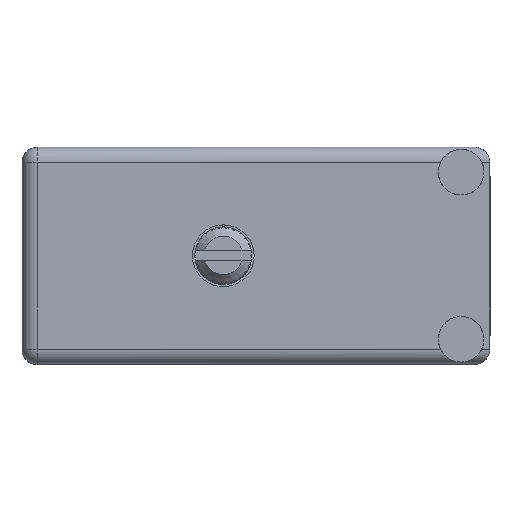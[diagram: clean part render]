
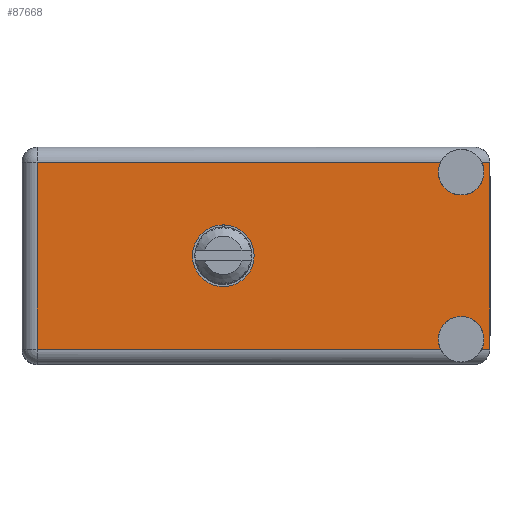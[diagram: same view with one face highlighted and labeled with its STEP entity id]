
A CAD part, top view. The second image highlights one B-rep face of the part: STEP entity #87668.
In plain terms, the highlighted face is planar.
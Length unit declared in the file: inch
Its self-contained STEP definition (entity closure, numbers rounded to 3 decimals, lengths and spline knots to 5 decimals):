
#129 = VERTEX_POINT ( 'NONE', #27310 ) ;
#655 = ORIENTED_EDGE ( 'NONE', *, *, #29401, .T. ) ;
#1116 = CARTESIAN_POINT ( 'NONE',  ( 0., 0.906, -0.665 ) ) ;
#1648 = CARTESIAN_POINT ( 'NONE',  ( 0.6625, 0.906, -0.459 ) ) ;
#4249 = AXIS2_PLACEMENT_3D ( 'NONE', #123552, #154015, #47895 ) ;
#4656 = LINE ( 'NONE', #152997, #38495 ) ;
#6961 = LINE ( 'NONE', #21681, #102668 ) ;
#7477 = PLANE ( 'NONE',  #33368 ) ;
#8365 = EDGE_CURVE ( 'NONE', #41033, #154769, #122847, .T. ) ;
#8880 = EDGE_CURVE ( 'NONE', #41111, #146762, #93085, .T. ) ;
#11363 = FACE_BOUND ( 'NONE', #34026, .T. ) ;
#12216 = VERTEX_POINT ( 'NONE', #142039 ) ;
#12857 = CARTESIAN_POINT ( 'NONE',  ( 0.05, 0.906, -0.05 ) ) ;
#14716 = CARTESIAN_POINT ( 'NONE',  ( 0.05, 0.906, -0.715 ) ) ;
#17809 = DIRECTION ( 'NONE',  ( 0., 0., 1. ) ) ;
#19729 = AXIS2_PLACEMENT_3D ( 'NONE', #175384, #100715, #176321 ) ;
#20145 = DIRECTION ( 'NONE',  ( 1., 0., 0. ) ) ;
#21196 = VERTEX_POINT ( 'NONE', #12857 ) ;
#21681 = CARTESIAN_POINT ( 'NONE',  ( 1.539, 0.906, 0. ) ) ;
#25350 = CARTESIAN_POINT ( 'NONE',  ( 0.6625, 0.906, -0.3575 ) ) ;
#26289 = CARTESIAN_POINT ( 'NONE',  ( 1.539, 0.906, -0.05 ) ) ;
#26302 = ORIENTED_EDGE ( 'NONE', *, *, #165856, .F. ) ;
#27310 = CARTESIAN_POINT ( 'NONE',  ( 1.37741, 0.906, -0.665 ) ) ;
#27739 = EDGE_CURVE ( 'NONE', #53949, #12216, #66998, .T. ) ;
#28269 = DIRECTION ( 'NONE',  ( 0., 1., 0. ) ) ;
#29401 = EDGE_CURVE ( 'NONE', #21196, #12216, #125450, .T. ) ;
#31313 = CARTESIAN_POINT ( 'NONE',  ( 1.445, 0.906, -0.1575 ) ) ;
#33368 = AXIS2_PLACEMENT_3D ( 'NONE', #111605, #171501, #156779 ) ;
#34026 = EDGE_LOOP ( 'NONE', ( #189039, #174777 ) ) ;
#34450 = CARTESIAN_POINT ( 'NONE',  ( 1.445, 0.906, -0.6325 ) ) ;
#37247 = VECTOR ( 'NONE', #180680, 39.37008 ) ;
#38495 = VECTOR ( 'NONE', #183413, 39.37008 ) ;
#39170 = CIRCLE ( 'NONE', #111279, 0.075 ) ;
#41033 = VERTEX_POINT ( 'NONE', #120520 ) ;
#41111 = VERTEX_POINT ( 'NONE', #179468 ) ;
#42025 = DIRECTION ( 'NONE',  ( 0., 0., 1. ) ) ;
#42198 = EDGE_CURVE ( 'NONE', #125685, #53949, #82425, .T. ) ;
#47895 = DIRECTION ( 'NONE',  ( 0., 0., 1. ) ) ;
#50123 = EDGE_CURVE ( 'NONE', #129, #154249, #4656, .T. ) ;
#51731 = CARTESIAN_POINT ( 'NONE',  ( 1.539, 0.906, -0.05 ) ) ;
#52227 = ORIENTED_EDGE ( 'NONE', *, *, #50123, .T. ) ;
#53949 = VERTEX_POINT ( 'NONE', #31313 ) ;
#58672 = CIRCLE ( 'NONE', #171661, 0.1015 ) ;
#60588 = EDGE_CURVE ( 'NONE', #154249, #21196, #149304, .T. ) ;
#61810 = VERTEX_POINT ( 'NONE', #121532 ) ;
#66998 = CIRCLE ( 'NONE', #4249, 0.075 ) ;
#68381 = AXIS2_PLACEMENT_3D ( 'NONE', #71086, #190980, #176217 ) ;
#71086 = CARTESIAN_POINT ( 'NONE',  ( 1.445, 0.906, -0.6325 ) ) ;
#74743 = CARTESIAN_POINT ( 'NONE',  ( 1.51259, 0.906, -0.665 ) ) ;
#81459 = CARTESIAN_POINT ( 'NONE',  ( 0.6625, 0.906, -0.3575 ) ) ;
#81604 = DIRECTION ( 'NONE',  ( 0., 0., 1. ) ) ;
#82425 = CIRCLE ( 'NONE', #19729, 0.075 ) ;
#86011 = ORIENTED_EDGE ( 'NONE', *, *, #159711, .F. ) ;
#87668 = ADVANCED_FACE ( 'NONE', ( #11363, #100752 ), #7477, .T. ) ;
#88818 = EDGE_CURVE ( 'NONE', #125685, #95969, #94794, .T. ) ;
#93085 = CIRCLE ( 'NONE', #111854, 0.1015 ) ;
#94678 = ORIENTED_EDGE ( 'NONE', *, *, #88818, .T. ) ;
#94794 = LINE ( 'NONE', #154727, #193606 ) ;
#95969 = VERTEX_POINT ( 'NONE', #26289 ) ;
#100715 = DIRECTION ( 'NONE',  ( 0., 1., 0. ) ) ;
#100752 = FACE_OUTER_BOUND ( 'NONE', #126033, .T. ) ;
#102668 = VECTOR ( 'NONE', #81604, 39.37008 ) ;
#111279 = AXIS2_PLACEMENT_3D ( 'NONE', #34450, #150508, #17809 ) ;
#111605 = CARTESIAN_POINT ( 'NONE',  ( 0., 0.906, -0.715 ) ) ;
#111854 = AXIS2_PLACEMENT_3D ( 'NONE', #81459, #140425, #184658 ) ;
#113799 = ORIENTED_EDGE ( 'NONE', *, *, #149799, .F. ) ;
#116216 = ORIENTED_EDGE ( 'NONE', *, *, #27739, .F. ) ;
#119107 = ORIENTED_EDGE ( 'NONE', *, *, #60588, .T. ) ;
#120508 = VECTOR ( 'NONE', #170610, 39.37008 ) ;
#120520 = CARTESIAN_POINT ( 'NONE',  ( 1.539, 0.906, -0.665 ) ) ;
#121532 = CARTESIAN_POINT ( 'NONE',  ( 1.445, 0.906, -0.5575 ) ) ;
#122520 = EDGE_CURVE ( 'NONE', #146762, #41111, #58672, .T. ) ;
#122847 = LINE ( 'NONE', #1116, #146240 ) ;
#123552 = CARTESIAN_POINT ( 'NONE',  ( 1.445, 0.906, -0.0825 ) ) ;
#125450 = LINE ( 'NONE', #51731, #120508 ) ;
#125483 = ORIENTED_EDGE ( 'NONE', *, *, #8365, .T. ) ;
#125685 = VERTEX_POINT ( 'NONE', #179193 ) ;
#126033 = EDGE_LOOP ( 'NONE', ( #655, #116216, #187667, #94678, #113799, #125483, #26302, #86011, #52227, #119107 ) ) ;
#140425 = DIRECTION ( 'NONE',  ( 0., 1., 0. ) ) ;
#142039 = CARTESIAN_POINT ( 'NONE',  ( 1.37741, 0.906, -0.05 ) ) ;
#146240 = VECTOR ( 'NONE', #168015, 39.37008 ) ;
#146762 = VERTEX_POINT ( 'NONE', #1648 ) ;
#149304 = LINE ( 'NONE', #14716, #37247 ) ;
#149799 = EDGE_CURVE ( 'NONE', #41033, #95969, #6961, .T. ) ;
#150508 = DIRECTION ( 'NONE',  ( 0., 1., 0. ) ) ;
#152997 = CARTESIAN_POINT ( 'NONE',  ( 0., 0.906, -0.665 ) ) ;
#153501 = CARTESIAN_POINT ( 'NONE',  ( 0.05, 0.906, -0.665 ) ) ;
#154015 = DIRECTION ( 'NONE',  ( 0., 1., 0. ) ) ;
#154249 = VERTEX_POINT ( 'NONE', #153501 ) ;
#154727 = CARTESIAN_POINT ( 'NONE',  ( 1.539, 0.906, -0.05 ) ) ;
#154769 = VERTEX_POINT ( 'NONE', #74743 ) ;
#156196 = CIRCLE ( 'NONE', #68381, 0.075 ) ;
#156779 = DIRECTION ( 'NONE',  ( 0., 0., 1. ) ) ;
#159711 = EDGE_CURVE ( 'NONE', #129, #61810, #156196, .T. ) ;
#165856 = EDGE_CURVE ( 'NONE', #61810, #154769, #39170, .T. ) ;
#168015 = DIRECTION ( 'NONE',  ( -1., 0., 0. ) ) ;
#170610 = DIRECTION ( 'NONE',  ( 1., 0., 0. ) ) ;
#171501 = DIRECTION ( 'NONE',  ( 0., 1., 0. ) ) ;
#171661 = AXIS2_PLACEMENT_3D ( 'NONE', #25350, #28269, #42025 ) ;
#174777 = ORIENTED_EDGE ( 'NONE', *, *, #122520, .F. ) ;
#175384 = CARTESIAN_POINT ( 'NONE',  ( 1.445, 0.906, -0.0825 ) ) ;
#176217 = DIRECTION ( 'NONE',  ( 0., 0., 1. ) ) ;
#176321 = DIRECTION ( 'NONE',  ( 0., 0., 1. ) ) ;
#179193 = CARTESIAN_POINT ( 'NONE',  ( 1.51259, 0.906, -0.05 ) ) ;
#179468 = CARTESIAN_POINT ( 'NONE',  ( 0.6625, 0.906, -0.256 ) ) ;
#180680 = DIRECTION ( 'NONE',  ( 0., 0., 1. ) ) ;
#183413 = DIRECTION ( 'NONE',  ( -1., 0., 0. ) ) ;
#184658 = DIRECTION ( 'NONE',  ( 0., 0., 1. ) ) ;
#187667 = ORIENTED_EDGE ( 'NONE', *, *, #42198, .F. ) ;
#189039 = ORIENTED_EDGE ( 'NONE', *, *, #8880, .F. ) ;
#190980 = DIRECTION ( 'NONE',  ( 0., 1., 0. ) ) ;
#193606 = VECTOR ( 'NONE', #20145, 39.37008 ) ;
